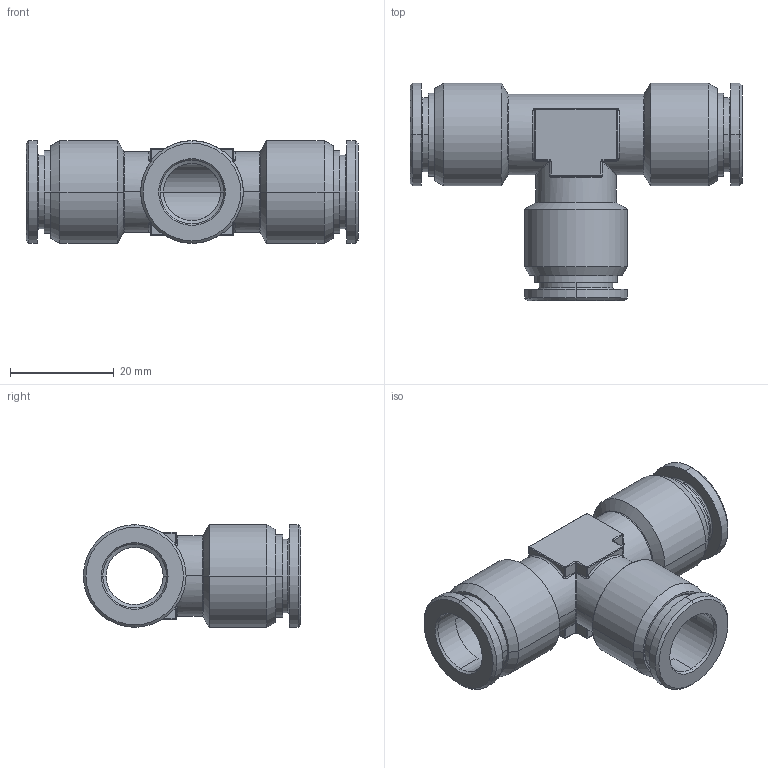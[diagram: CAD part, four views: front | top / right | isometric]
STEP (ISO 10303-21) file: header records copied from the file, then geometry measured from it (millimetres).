
FILE_DESCRIPTION((''),'2;1');
FILE_NAME('mxm.29.12.12',(''),('sopra-pneumatic'),'PRO/ENGINEER BY PARAMETRIC TECHNOLOGY CORPORATION, 2015110','PRO/ENGINEER BY PARAMETRIC TECHNOLOGY CORPORATION, 2015110','');
FILE_SCHEMA(('CONFIG_CONTROL_DESIGN'));
Length unit declared in the file: millimetre
Products named in the file (1): 383242B_954X4-12FF
Bounding box: 64 x 41.9 x 19.84 mm (x, y, z)
Volume: 12323.1 mm3; surface area: 10449 mm2
Topology: 1 solids, 1 shells, 222 faces, 490 edges, 284 vertices
Faces by surface type: cylinder 86, cone 44, plane 36, torus 28, bspline 16, sphere 12
Entity records: 7069 total; most frequent: CARTESIAN_POINT 2131, DIRECTION 1100, ORIENTED_EDGE 980, EDGE_CURVE 490, AXIS2_PLACEMENT_3D 460, VERTEX_POINT 284, CIRCLE 254, EDGE_LOOP 240
